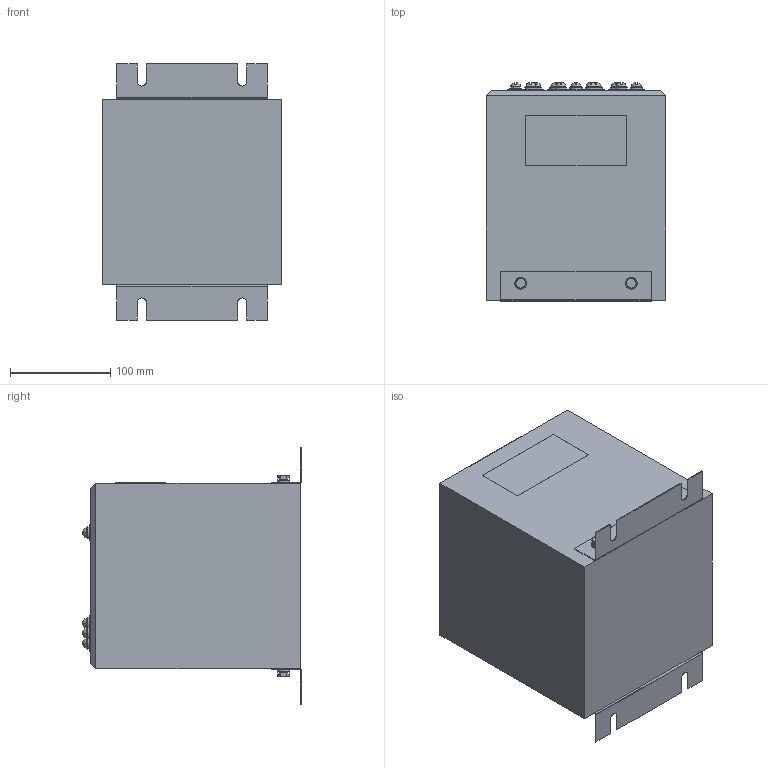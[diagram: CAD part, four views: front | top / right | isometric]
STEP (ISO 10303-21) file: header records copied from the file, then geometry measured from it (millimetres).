
FILE_DESCRIPTION (( 'STEP AP214' ), '1' );
FILE_NAME ('ﾒﾏﾑ-0,66 .STEP', '2023-08-06T06:13:47', ( '' ), ( '' ), 'SwSTEP 2.0', 'SolidWorks 2019', '' );
FILE_SCHEMA (( 'AUTOMOTIVE_DESIGN' ));
Length unit declared in the file: millimetre
Products named in the file (1): ﾒﾏﾑ-0,66 
Bounding box: 179 x 218.14 x 255 mm (x, y, z)
Volume: 6946803 mm3; surface area: 255756.1 mm2
Topology: 61 solids, 61 shells, 1008 faces, 2294 edges, 1488 vertices
Faces by surface type: plane 436, cylinder 274, bspline 178, cone 48, torus 40, sphere 32
Entity records: 45704 total; most frequent: CARTESIAN_POINT 11977, ORIENTED_EDGE 4588, DIRECTION 4300, EDGE_CURVE 2294, AXIS2_PLACEMENT_3D 1635, VERTEX_POINT 1488, EDGE_LOOP 1128, UNCERTAINTY_MEASURE_WITH_UNIT 1071
